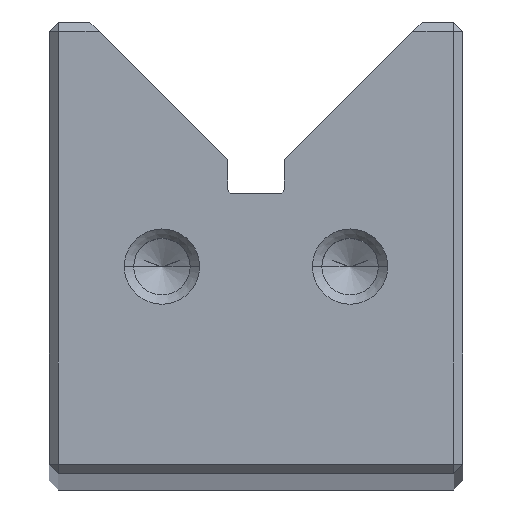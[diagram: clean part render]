
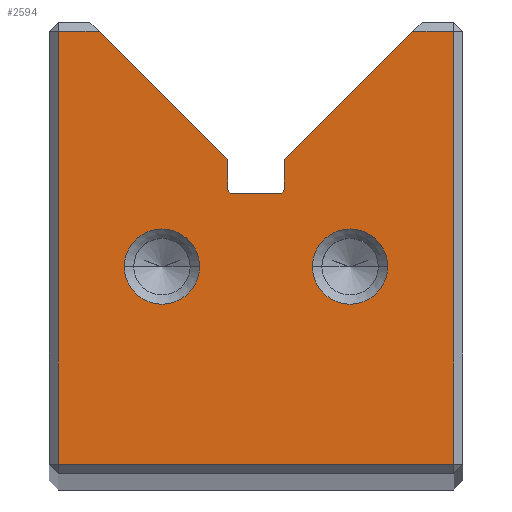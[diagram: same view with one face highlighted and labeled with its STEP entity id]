
A CAD part, top view. The second image highlights one B-rep face of the part: STEP entity #2594.
In plain terms, the highlighted planar face has unit normal (0, 0, 1).
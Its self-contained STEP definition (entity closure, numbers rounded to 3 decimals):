
#2594=ADVANCED_FACE('',(#3485,#3486,#3487),#2949,.F.);
#2949=PLANE('',#9157);
#3193=CIRCLE('',#9061,2.);
#3195=CIRCLE('',#9064,2.);
#3242=CIRCLE('',#9147,0.25);
#3243=CIRCLE('',#9150,0.25);
#3244=CIRCLE('',#9155,2.);
#3245=CIRCLE('',#9156,2.);
#3485=FACE_BOUND('',#3600,.T.);
#3486=FACE_BOUND('',#3601,.T.);
#3487=FACE_BOUND('',#3602,.T.);
#3600=EDGE_LOOP('',(#4417,#4418));
#3601=EDGE_LOOP('',(#4419,#4420));
#3602=EDGE_LOOP('',(#4421,#4422,#4423,#4424,#4425,#4426,#4427,#4428,#4429,
#4430,#4431,#4432));
#4417=ORIENTED_EDGE('',*,*,#6855,.T.);
#4418=ORIENTED_EDGE('',*,*,#6994,.T.);
#4419=ORIENTED_EDGE('',*,*,#6851,.T.);
#4420=ORIENTED_EDGE('',*,*,#6995,.T.);
#4421=ORIENTED_EDGE('',*,*,#6996,.T.);
#4422=ORIENTED_EDGE('',*,*,#6997,.T.);
#4423=ORIENTED_EDGE('',*,*,#6989,.T.);
#4424=ORIENTED_EDGE('',*,*,#6985,.T.);
#4425=ORIENTED_EDGE('',*,*,#6983,.T.);
#4426=ORIENTED_EDGE('',*,*,#6981,.T.);
#4427=ORIENTED_EDGE('',*,*,#6979,.T.);
#4428=ORIENTED_EDGE('',*,*,#6977,.T.);
#4429=ORIENTED_EDGE('',*,*,#6975,.T.);
#4430=ORIENTED_EDGE('',*,*,#6998,.T.);
#4431=ORIENTED_EDGE('',*,*,#6999,.T.);
#4432=ORIENTED_EDGE('',*,*,#7000,.T.);
#6203=VERTEX_POINT('',#11703);
#6204=VERTEX_POINT('',#11705);
#6207=VERTEX_POINT('',#11712);
#6208=VERTEX_POINT('',#11714);
#6289=VERTEX_POINT('',#11948);
#6290=VERTEX_POINT('',#11950);
#6291=VERTEX_POINT('',#11954);
#6292=VERTEX_POINT('',#11958);
#6293=VERTEX_POINT('',#11962);
#6294=VERTEX_POINT('',#11966);
#6295=VERTEX_POINT('',#11970);
#6298=VERTEX_POINT('',#11978);
#6301=VERTEX_POINT('',#11990);
#6302=VERTEX_POINT('',#11991);
#6303=VERTEX_POINT('',#11994);
#6304=VERTEX_POINT('',#11996);
#6851=EDGE_CURVE('',#6204,#6203,#3193,.T.);
#6855=EDGE_CURVE('',#6208,#6207,#3195,.T.);
#6975=EDGE_CURVE('',#6290,#6289,#7827,.T.);
#6977=EDGE_CURVE('',#6291,#6290,#7829,.T.);
#6979=EDGE_CURVE('',#6292,#6291,#3242,.T.);
#6981=EDGE_CURVE('',#6293,#6292,#7832,.T.);
#6983=EDGE_CURVE('',#6294,#6293,#3243,.T.);
#6985=EDGE_CURVE('',#6295,#6294,#7835,.T.);
#6989=EDGE_CURVE('',#6298,#6295,#7839,.T.);
#6994=EDGE_CURVE('',#6207,#6208,#3244,.T.);
#6995=EDGE_CURVE('',#6203,#6204,#3245,.T.);
#6996=EDGE_CURVE('',#6301,#6302,#7844,.T.);
#6997=EDGE_CURVE('',#6302,#6298,#7845,.T.);
#6998=EDGE_CURVE('',#6289,#6303,#7846,.T.);
#6999=EDGE_CURVE('',#6303,#6304,#7847,.T.);
#7000=EDGE_CURVE('',#6304,#6301,#7848,.T.);
#7827=LINE('',#11949,#8553);
#7829=LINE('',#11953,#8555);
#7832=LINE('',#11961,#8558);
#7835=LINE('',#11969,#8561);
#7839=LINE('',#11977,#8565);
#7844=LINE('',#11989,#8570);
#7845=LINE('',#11992,#8571);
#7846=LINE('',#11993,#8572);
#7847=LINE('',#11995,#8573);
#7848=LINE('',#11997,#8574);
#8553=VECTOR('',#9890,1.);
#8555=VECTOR('',#9894,1.);
#8558=VECTOR('',#9903,1.);
#8561=VECTOR('',#9912,1.);
#8565=VECTOR('',#9918,1.);
#8570=VECTOR('',#9931,1.);
#8571=VECTOR('',#9932,1.);
#8572=VECTOR('',#9933,1.);
#8573=VECTOR('',#9934,1.);
#8574=VECTOR('',#9935,1.);
#9061=AXIS2_PLACEMENT_3D('',#11704,#9647,#9648);
#9064=AXIS2_PLACEMENT_3D('',#11713,#9655,#9656);
#9147=AXIS2_PLACEMENT_3D('',#11957,#9898,#9899);
#9150=AXIS2_PLACEMENT_3D('',#11965,#9907,#9908);
#9155=AXIS2_PLACEMENT_3D('',#11987,#9927,#9928);
#9156=AXIS2_PLACEMENT_3D('',#11988,#9929,#9930);
#9157=AXIS2_PLACEMENT_3D('',#11998,#9936,#9937);
#9647=DIRECTION('',(0.,0.,-1.));
#9648=DIRECTION('',(-1.,0.,0.));
#9655=DIRECTION('',(0.,0.,-1.));
#9656=DIRECTION('',(-1.,0.,0.));
#9890=DIRECTION('',(-0.707,0.707,0.));
#9894=DIRECTION('',(0.,1.,0.));
#9898=DIRECTION('',(0.,0.,-1.));
#9899=DIRECTION('',(1.,0.,0.));
#9903=DIRECTION('',(-1.,0.,0.));
#9907=DIRECTION('',(0.,0.,-1.));
#9908=DIRECTION('',(-1.,0.,0.));
#9912=DIRECTION('',(0.,-1.,0.));
#9918=DIRECTION('',(-0.707,-0.707,0.));
#9927=DIRECTION('',(0.,0.,-1.));
#9928=DIRECTION('',(-1.,0.,0.));
#9929=DIRECTION('',(0.,0.,-1.));
#9930=DIRECTION('',(-1.,0.,0.));
#9931=DIRECTION('',(0.,1.,0.));
#9932=DIRECTION('',(-1.,0.,0.));
#9933=DIRECTION('',(-1.,0.,0.));
#9934=DIRECTION('',(0.,-1.,0.));
#9935=DIRECTION('',(1.,0.,0.));
#9936=DIRECTION('',(0.,0.,-1.));
#9937=DIRECTION('',(-1.,0.,0.));
#11703=CARTESIAN_POINT('',(-7.,11.,0.));
#11704=CARTESIAN_POINT('',(-5.,11.,0.));
#11705=CARTESIAN_POINT('',(-3.,11.,0.));
#11712=CARTESIAN_POINT('',(3.,11.,0.));
#11713=CARTESIAN_POINT('',(5.,11.,0.));
#11714=CARTESIAN_POINT('',(7.,11.,0.));
#11948=CARTESIAN_POINT('',(-8.328,23.5,0.));
#11949=CARTESIAN_POINT('',(-8.828,24.,0.));
#11950=CARTESIAN_POINT('',(-1.5,16.672,0.));
#11953=CARTESIAN_POINT('',(-1.5,16.672,0.));
#11954=CARTESIAN_POINT('',(-1.5,15.122,0.));
#11957=CARTESIAN_POINT('',(-1.25,15.122,0.));
#11958=CARTESIAN_POINT('',(-1.25,14.872,0.));
#11961=CARTESIAN_POINT('',(1.25,14.872,0.));
#11962=CARTESIAN_POINT('',(1.25,14.872,0.));
#11965=CARTESIAN_POINT('',(1.25,15.122,0.));
#11966=CARTESIAN_POINT('',(1.5,15.122,0.));
#11969=CARTESIAN_POINT('',(1.5,16.672,0.));
#11970=CARTESIAN_POINT('',(1.5,16.672,0.));
#11977=CARTESIAN_POINT('',(8.828,24.,0.));
#11978=CARTESIAN_POINT('',(8.328,23.5,0.));
#11987=CARTESIAN_POINT('',(5.,11.,0.));
#11988=CARTESIAN_POINT('',(-5.,11.,0.));
#11989=CARTESIAN_POINT('',(10.5,24.,0.));
#11990=CARTESIAN_POINT('',(10.5,0.5,0.));
#11991=CARTESIAN_POINT('',(10.5,23.5,0.));
#11992=CARTESIAN_POINT('',(8.828,23.5,0.));
#11993=CARTESIAN_POINT('',(-11.,23.5,0.));
#11994=CARTESIAN_POINT('',(-10.5,23.5,0.));
#11995=CARTESIAN_POINT('',(-10.5,0.,0.));
#11996=CARTESIAN_POINT('',(-10.5,0.5,0.));
#11997=CARTESIAN_POINT('',(11.,0.5,0.));
#11998=CARTESIAN_POINT('',(1.25,15.122,0.));
